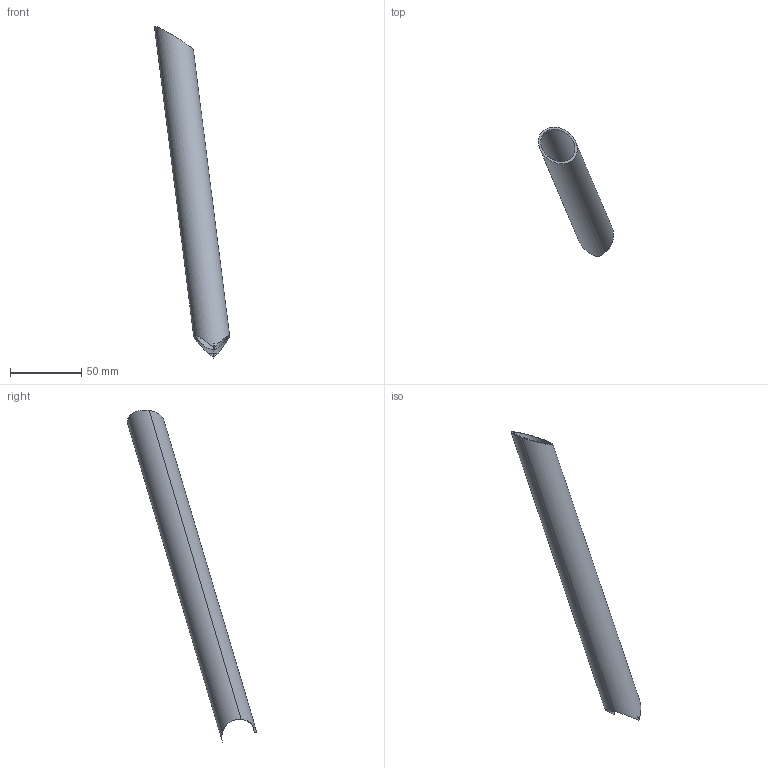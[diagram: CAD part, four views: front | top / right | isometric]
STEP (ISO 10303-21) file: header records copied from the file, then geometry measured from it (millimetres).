
FILE_DESCRIPTION(('STEP AP214'),'1');
FILE_NAME('11.stp','2019-12-01T18:29:52',(' '),(' '),'Spatial InterOp 3D',' ',' ');
FILE_SCHEMA(('AUTOMOTIVE_DESIGN { 1 0 10303 214 1 1 1 1 }'));
Length unit declared in the file: metre
Products named in the file (1): PartBody/Trim.2
Bounding box: 52.74 x 90.67 x 232.89 mm (x, y, z)
Volume: 24736.5 mm3; surface area: 33349.8 mm2
Topology: 1 solids, 1 shells, 12 faces, 30 edges, 19 vertices
Faces by surface type: cylinder 8, plane 4
Entity records: 1144 total; most frequent: CARTESIAN_POINT 642, ORIENTED_EDGE 60, DIRECTION 42, STYLED_ITEM 37, PRESENTATION_STYLE_ASSIGNMENT 37, COLOUR_RGB 37, EDGE_CURVE 30, CURVE_STYLE 24
